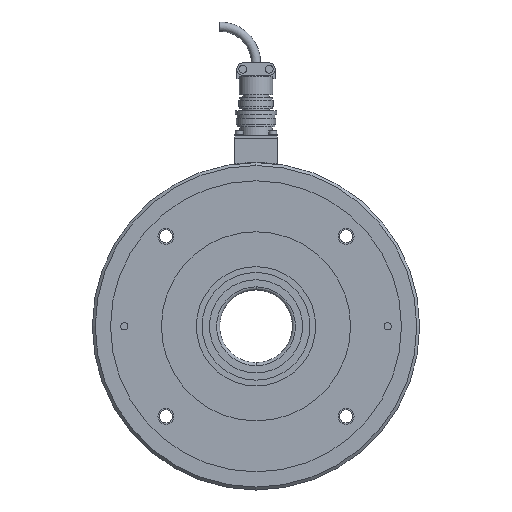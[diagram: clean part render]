
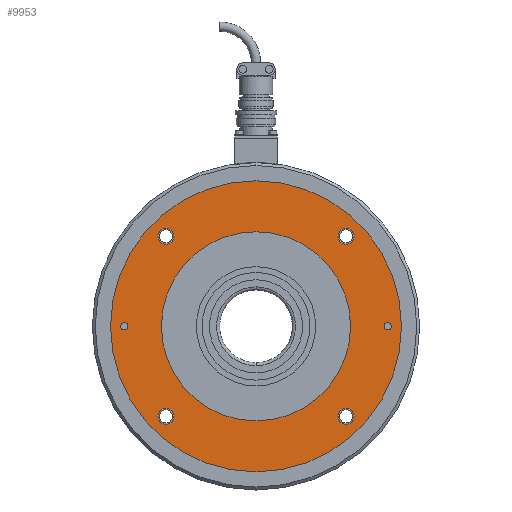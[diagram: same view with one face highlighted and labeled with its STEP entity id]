
A CAD part, left-side view. The second image highlights one B-rep face of the part: STEP entity #9953.
In plain terms, the highlighted face is planar.
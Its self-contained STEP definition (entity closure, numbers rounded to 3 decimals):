
#9303=CARTESIAN_POINT('',(3.1,100.0,0.0));
#9304=VERTEX_POINT('',#9303);
#9313=CARTESIAN_POINT('',(3.1,-100.0,0.));
#9314=VERTEX_POINT('',#9313);
#9315=CARTESIAN_POINT('',(3.1,0.0,0.0));
#9316=DIRECTION('',(1.0,0.0,0.0));
#9317=DIRECTION('',(0.0,1.0,0.0));
#9318=AXIS2_PLACEMENT_3D('',#9315,#9316,#9317);
#9319=CIRCLE('',#9318,100.0);
#9320=EDGE_CURVE('',#9314,#9304,#9319,.T.);
#9473=CARTESIAN_POINT('',(3.1,65.0,0.0));
#9474=VERTEX_POINT('',#9473);
#9490=CARTESIAN_POINT('',(3.1,-65.0,0.));
#9491=VERTEX_POINT('',#9490);
#9498=CARTESIAN_POINT('',(3.1,0.0,0.0));
#9499=DIRECTION('',(1.0,0.0,0.0));
#9500=DIRECTION('',(0.0,1.0,0.0));
#9501=AXIS2_PLACEMENT_3D('',#9498,#9499,#9500);
#9502=CIRCLE('',#9501,65.0);
#9503=EDGE_CURVE('',#9491,#9474,#9502,.T.);
#9515=CARTESIAN_POINT('',(3.1,61.872,-56.372));
#9516=VERTEX_POINT('',#9515);
#9532=CARTESIAN_POINT('',(3.1,61.872,-67.372));
#9533=VERTEX_POINT('',#9532);
#9540=CARTESIAN_POINT('',(3.1,61.872,-61.872));
#9541=DIRECTION('',(-1.0,0.0,0.0));
#9542=DIRECTION('',(0.0,0.0,1.0));
#9543=AXIS2_PLACEMENT_3D('',#9540,#9541,#9542);
#9544=CIRCLE('',#9543,5.5);
#9545=EDGE_CURVE('',#9516,#9533,#9544,.T.);
#9557=CARTESIAN_POINT('',(3.1,90.5,2.5));
#9558=VERTEX_POINT('',#9557);
#9574=CARTESIAN_POINT('',(3.1,90.5,-2.5));
#9575=VERTEX_POINT('',#9574);
#9582=CARTESIAN_POINT('',(3.1,90.5,0.));
#9583=DIRECTION('',(-1.0,0.0,0.0));
#9584=DIRECTION('',(0.0,0.0,1.0));
#9585=AXIS2_PLACEMENT_3D('',#9582,#9583,#9584);
#9586=CIRCLE('',#9585,2.5);
#9587=EDGE_CURVE('',#9558,#9575,#9586,.T.);
#9599=CARTESIAN_POINT('',(3.1,-56.372,-61.872));
#9600=VERTEX_POINT('',#9599);
#9616=CARTESIAN_POINT('',(3.1,-67.372,-61.872));
#9617=VERTEX_POINT('',#9616);
#9624=CARTESIAN_POINT('',(3.1,-61.872,-61.872));
#9625=DIRECTION('',(-1.0,0.0,0.0));
#9626=DIRECTION('',(0.0,1.0,0.0));
#9627=AXIS2_PLACEMENT_3D('',#9624,#9625,#9626);
#9628=CIRCLE('',#9627,5.5);
#9629=EDGE_CURVE('',#9600,#9617,#9628,.T.);
#9641=CARTESIAN_POINT('',(3.1,-61.872,56.372));
#9642=VERTEX_POINT('',#9641);
#9658=CARTESIAN_POINT('',(3.1,-61.872,67.372));
#9659=VERTEX_POINT('',#9658);
#9666=CARTESIAN_POINT('',(3.1,-61.872,61.872));
#9667=DIRECTION('',(-1.0,0.0,0.0));
#9668=DIRECTION('',(0.0,0.0,-1.0));
#9669=AXIS2_PLACEMENT_3D('',#9666,#9667,#9668);
#9670=CIRCLE('',#9669,5.5);
#9671=EDGE_CURVE('',#9642,#9659,#9670,.T.);
#9683=CARTESIAN_POINT('',(3.1,56.372,61.872));
#9684=VERTEX_POINT('',#9683);
#9700=CARTESIAN_POINT('',(3.1,67.372,61.872));
#9701=VERTEX_POINT('',#9700);
#9708=CARTESIAN_POINT('',(3.1,61.872,61.872));
#9709=DIRECTION('',(-1.0,0.0,0.0));
#9710=DIRECTION('',(0.0,-1.0,0.0));
#9711=AXIS2_PLACEMENT_3D('',#9708,#9709,#9710);
#9712=CIRCLE('',#9711,5.5);
#9713=EDGE_CURVE('',#9684,#9701,#9712,.T.);
#9725=CARTESIAN_POINT('',(3.1,-90.5,-2.5));
#9726=VERTEX_POINT('',#9725);
#9742=CARTESIAN_POINT('',(3.1,-90.5,2.5));
#9743=VERTEX_POINT('',#9742);
#9750=CARTESIAN_POINT('',(3.1,-90.5,0.));
#9751=DIRECTION('',(-1.0,0.0,0.0));
#9752=DIRECTION('',(0.0,0.0,-1.0));
#9753=AXIS2_PLACEMENT_3D('',#9750,#9751,#9752);
#9754=CIRCLE('',#9753,2.5);
#9755=EDGE_CURVE('',#9726,#9743,#9754,.T.);
#9766=CARTESIAN_POINT('',(3.1,-90.5,0.));
#9767=DIRECTION('',(-1.0,0.0,0.0));
#9768=DIRECTION('',(0.0,0.0,-1.0));
#9769=AXIS2_PLACEMENT_3D('',#9766,#9767,#9768);
#9770=CIRCLE('',#9769,2.5);
#9771=EDGE_CURVE('',#9743,#9726,#9770,.T.);
#9790=CARTESIAN_POINT('',(3.1,61.872,61.872));
#9791=DIRECTION('',(-1.0,0.0,0.0));
#9792=DIRECTION('',(0.0,-1.0,0.0));
#9793=AXIS2_PLACEMENT_3D('',#9790,#9791,#9792);
#9794=CIRCLE('',#9793,5.5);
#9795=EDGE_CURVE('',#9701,#9684,#9794,.T.);
#9814=CARTESIAN_POINT('',(3.1,-61.872,61.872));
#9815=DIRECTION('',(-1.0,0.0,0.0));
#9816=DIRECTION('',(0.0,0.0,-1.0));
#9817=AXIS2_PLACEMENT_3D('',#9814,#9815,#9816);
#9818=CIRCLE('',#9817,5.5);
#9819=EDGE_CURVE('',#9659,#9642,#9818,.T.);
#9838=CARTESIAN_POINT('',(3.1,-61.872,-61.872));
#9839=DIRECTION('',(-1.0,0.0,0.0));
#9840=DIRECTION('',(0.0,1.0,0.0));
#9841=AXIS2_PLACEMENT_3D('',#9838,#9839,#9840);
#9842=CIRCLE('',#9841,5.5);
#9843=EDGE_CURVE('',#9617,#9600,#9842,.T.);
#9862=CARTESIAN_POINT('',(3.1,90.5,0.));
#9863=DIRECTION('',(-1.0,0.0,0.0));
#9864=DIRECTION('',(0.0,0.0,1.0));
#9865=AXIS2_PLACEMENT_3D('',#9862,#9863,#9864);
#9866=CIRCLE('',#9865,2.5);
#9867=EDGE_CURVE('',#9575,#9558,#9866,.T.);
#9886=CARTESIAN_POINT('',(3.1,61.872,-61.872));
#9887=DIRECTION('',(-1.0,0.0,0.0));
#9888=DIRECTION('',(0.0,0.0,1.0));
#9889=AXIS2_PLACEMENT_3D('',#9886,#9887,#9888);
#9890=CIRCLE('',#9889,5.5);
#9891=EDGE_CURVE('',#9533,#9516,#9890,.T.);
#9904=CARTESIAN_POINT('',(3.1,-110.0,110.0));
#9905=DIRECTION('',(1.0,0.0,0.0));
#9906=DIRECTION('',(0.0,0.0,-1.0));
#9907=AXIS2_PLACEMENT_3D('',#9904,#9905,#9906);
#9908=PLANE('',#9907);
#9909=CARTESIAN_POINT('',(3.1,0.0,0.0));
#9910=DIRECTION('',(1.0,0.0,0.0));
#9911=DIRECTION('',(0.0,1.0,0.0));
#9912=AXIS2_PLACEMENT_3D('',#9909,#9910,#9911);
#9913=CIRCLE('',#9912,100.0);
#9914=EDGE_CURVE('',#9304,#9314,#9913,.T.);
#9915=ORIENTED_EDGE('',*,*,#9914,.T.);
#9916=ORIENTED_EDGE('',*,*,#9320,.T.);
#9917=EDGE_LOOP('',(#9915,#9916));
#9918=FACE_OUTER_BOUND('',#9917,.T.);
#9919=ORIENTED_EDGE('',*,*,#9771,.T.);
#9920=ORIENTED_EDGE('',*,*,#9755,.T.);
#9921=EDGE_LOOP('',(#9919,#9920));
#9922=FACE_BOUND('',#9921,.T.);
#9923=ORIENTED_EDGE('',*,*,#9795,.T.);
#9924=ORIENTED_EDGE('',*,*,#9713,.T.);
#9925=EDGE_LOOP('',(#9923,#9924));
#9926=FACE_BOUND('',#9925,.T.);
#9927=ORIENTED_EDGE('',*,*,#9819,.T.);
#9928=ORIENTED_EDGE('',*,*,#9671,.T.);
#9929=EDGE_LOOP('',(#9927,#9928));
#9930=FACE_BOUND('',#9929,.T.);
#9931=ORIENTED_EDGE('',*,*,#9843,.T.);
#9932=ORIENTED_EDGE('',*,*,#9629,.T.);
#9933=EDGE_LOOP('',(#9931,#9932));
#9934=FACE_BOUND('',#9933,.T.);
#9935=ORIENTED_EDGE('',*,*,#9867,.T.);
#9936=ORIENTED_EDGE('',*,*,#9587,.T.);
#9937=EDGE_LOOP('',(#9935,#9936));
#9938=FACE_BOUND('',#9937,.T.);
#9939=ORIENTED_EDGE('',*,*,#9891,.T.);
#9940=ORIENTED_EDGE('',*,*,#9545,.T.);
#9941=EDGE_LOOP('',(#9939,#9940));
#9942=FACE_BOUND('',#9941,.T.);
#9943=CARTESIAN_POINT('',(3.1,0.0,0.0));
#9944=DIRECTION('',(1.0,0.0,0.0));
#9945=DIRECTION('',(0.0,1.0,0.0));
#9946=AXIS2_PLACEMENT_3D('',#9943,#9944,#9945);
#9947=CIRCLE('',#9946,65.0);
#9948=EDGE_CURVE('',#9474,#9491,#9947,.T.);
#9949=ORIENTED_EDGE('',*,*,#9948,.F.);
#9950=ORIENTED_EDGE('',*,*,#9503,.F.);
#9951=EDGE_LOOP('',(#9949,#9950));
#9952=FACE_BOUND('',#9951,.T.);
#9953=ADVANCED_FACE('',(#9918,#9922,#9926,#9930,#9934,#9938,#9942,#9952),#9908,.T.);
